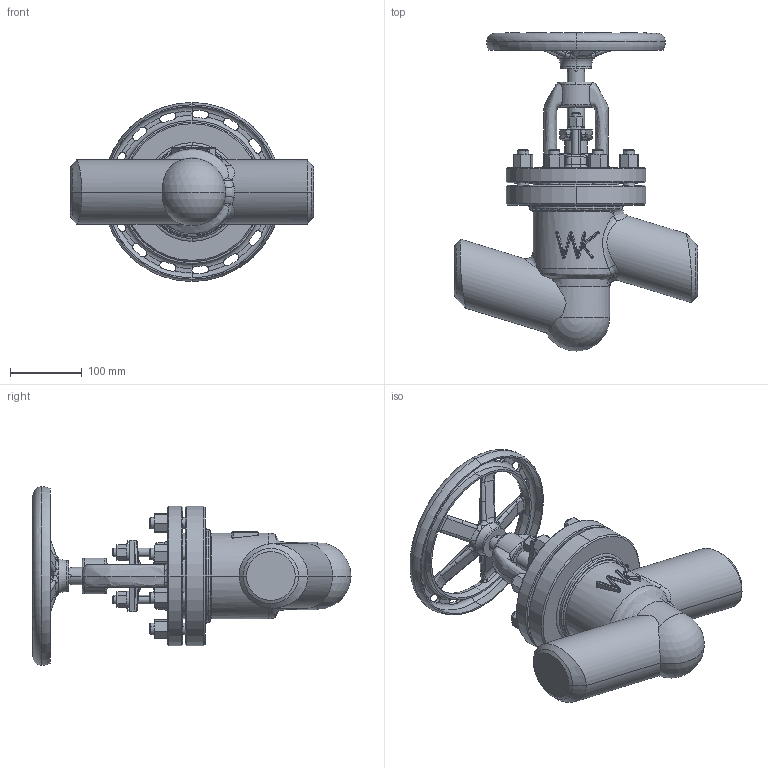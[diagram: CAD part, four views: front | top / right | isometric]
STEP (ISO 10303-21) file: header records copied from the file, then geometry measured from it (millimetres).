
FILE_DESCRIPTION (( 'STEP AP214' ), '1' );
FILE_NAME ('[65] 530S DN65 katalog.STEP', '2015-03-06T07:19:56', ( '' ), ( '' ), 'SwSTEP 2.0', 'SolidWorks 2015', '' );
FILE_SCHEMA (( 'AUTOMOTIVE_DESIGN' ));
Length unit declared in the file: millimetre
Products named in the file (1): [65] 530S DN65 katalog
Bounding box: 340 x 444.5 x 250 mm (x, y, z)
Volume: 5593690.3 mm3; surface area: 421790.4 mm2
Topology: 1 solids, 1 shells, 994 faces, 2557 edges, 1527 vertices
Faces by surface type: cylinder 274, plane 242, bspline 216, cone 185, torus 58, sphere 19
Entity records: 61813 total; most frequent: CARTESIAN_POINT 32485, ORIENTED_EDGE 5044, DIRECTION 4066, EDGE_CURVE 2522, AXIS2_PLACEMENT_3D 1737, VERTEX_POINT 1525, EDGE_LOOP 1053, ADVANCED_FACE 994
